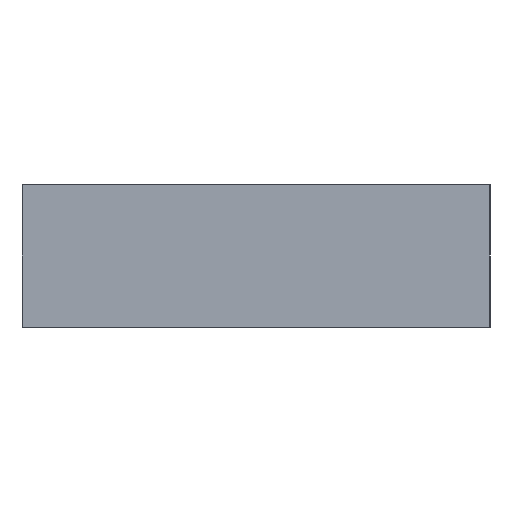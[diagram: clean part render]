
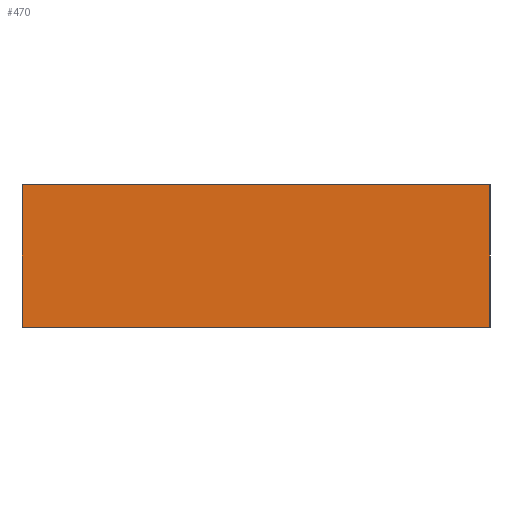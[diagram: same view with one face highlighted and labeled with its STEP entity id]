
A CAD part, left-side view. The second image highlights one B-rep face of the part: STEP entity #470.
In plain terms, the highlighted planar face has unit normal (-1, 0, 0).
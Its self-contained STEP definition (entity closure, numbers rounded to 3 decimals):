
#470 = ADVANCED_FACE( '', ( #989 ), #990, .T. );
#989 = FACE_OUTER_BOUND( '', #1537, .T. );
#990 = PLANE( '', #1538 );
#1537 = EDGE_LOOP( '', ( #3330, #3331, #3332, #3333 ) );
#1538 = AXIS2_PLACEMENT_3D( '', #3334, #3335, #3336 );
#3330 = ORIENTED_EDGE( '', *, *, #3692, .F. );
#3331 = ORIENTED_EDGE( '', *, *, #3930, .F. );
#3332 = ORIENTED_EDGE( '', *, *, #3852, .T. );
#3333 = ORIENTED_EDGE( '', *, *, #3809, .T. );
#3334 = CARTESIAN_POINT( '', ( -138.5, 82., -25. ) );
#3335 = DIRECTION( '', ( -1., 0., 0. ) );
#3336 = DIRECTION( '', ( 0., 0., 1. ) );
#3692 = EDGE_CURVE( '', #4367, #4368, #4369, .T. );
#3809 = EDGE_CURVE( '', #4539, #4368, #4540, .T. );
#3852 = EDGE_CURVE( '', #4594, #4539, #4595, .T. );
#3930 = EDGE_CURVE( '', #4594, #4367, #4684, .T. );
#4367 = VERTEX_POINT( '', #6007 );
#4368 = VERTEX_POINT( '', #6008 );
#4369 = LINE( '', #6009, #6010 );
#4539 = VERTEX_POINT( '', #6488 );
#4540 = LINE( '', #6489, #6490 );
#4594 = VERTEX_POINT( '', #6603 );
#4595 = LINE( '', #6604, #6605 );
#4684 = LINE( '', #6810, #6811 );
#6007 = CARTESIAN_POINT( '', ( -138.5, 82., 0. ) );
#6008 = CARTESIAN_POINT( '', ( -138.5, 0., 0. ) );
#6009 = CARTESIAN_POINT( '', ( -138.5, 82., 0. ) );
#6010 = VECTOR( '', #7072, 1000. );
#6488 = CARTESIAN_POINT( '', ( -138.5, 0., -25. ) );
#6489 = CARTESIAN_POINT( '', ( -138.5, 0., -25. ) );
#6490 = VECTOR( '', #7175, 1000. );
#6603 = CARTESIAN_POINT( '', ( -138.5, 82., -25. ) );
#6604 = CARTESIAN_POINT( '', ( -138.5, 82., -25. ) );
#6605 = VECTOR( '', #7198, 1000. );
#6810 = CARTESIAN_POINT( '', ( -138.5, 82., -25. ) );
#6811 = VECTOR( '', #7235, 1000. );
#7072 = DIRECTION( '', ( 0., -1., 0. ) );
#7175 = DIRECTION( '', ( 0., 0., 1. ) );
#7198 = DIRECTION( '', ( 0., -1., 0. ) );
#7235 = DIRECTION( '', ( 0., 0., 1. ) );
